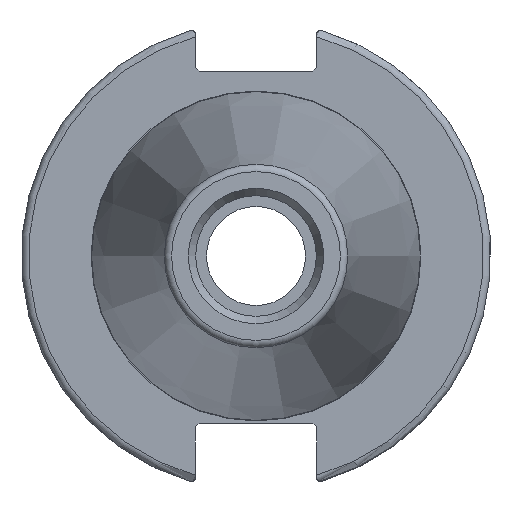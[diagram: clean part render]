
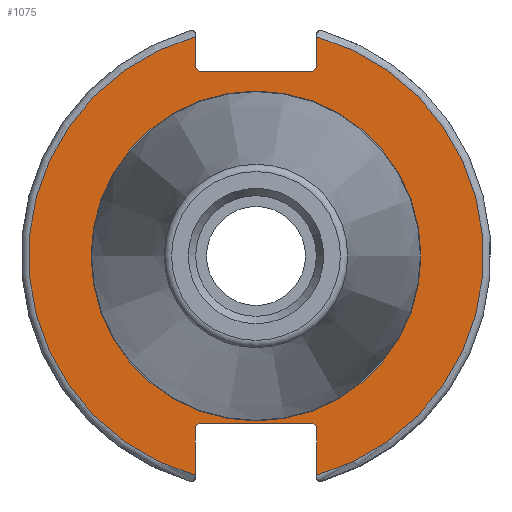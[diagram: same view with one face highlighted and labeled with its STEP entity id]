
A CAD part, left-side view. The second image highlights one B-rep face of the part: STEP entity #1075.
In plain terms, the highlighted planar face has unit normal (-1, 0, 0).
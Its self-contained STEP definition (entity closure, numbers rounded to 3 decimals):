
#37=FACE_BOUND('',#180,.T.);
#45=PLANE('',#1190);
#110=FACE_OUTER_BOUND('',#179,.T.);
#179=EDGE_LOOP('',(#805,#806,#807,#808,#809,#810,#811,#812,#813,#814,#815,
#816));
#180=EDGE_LOOP('',(#817));
#257=CIRCLE('',#1188,22.3);
#259=CIRCLE('',#1191,30.75);
#260=CIRCLE('',#1192,30.75);
#305=LINE('',#1759,#375);
#306=LINE('',#1761,#376);
#307=LINE('',#1763,#377);
#308=LINE('',#1765,#378);
#309=LINE('',#1767,#379);
#310=LINE('',#1771,#380);
#311=LINE('',#1773,#381);
#312=LINE('',#1775,#382);
#313=LINE('',#1777,#383);
#314=LINE('',#1778,#384);
#375=VECTOR('',#1379,10.);
#376=VECTOR('',#1380,10.);
#377=VECTOR('',#1381,10.);
#378=VECTOR('',#1382,10.);
#379=VECTOR('',#1383,10.);
#380=VECTOR('',#1386,10.);
#381=VECTOR('',#1387,10.);
#382=VECTOR('',#1388,10.);
#383=VECTOR('',#1389,10.);
#384=VECTOR('',#1390,10.);
#485=VERTEX_POINT('',#1750);
#486=VERTEX_POINT('',#1755);
#487=VERTEX_POINT('',#1756);
#488=VERTEX_POINT('',#1758);
#489=VERTEX_POINT('',#1760);
#490=VERTEX_POINT('',#1762);
#491=VERTEX_POINT('',#1764);
#492=VERTEX_POINT('',#1766);
#493=VERTEX_POINT('',#1768);
#494=VERTEX_POINT('',#1770);
#495=VERTEX_POINT('',#1772);
#496=VERTEX_POINT('',#1774);
#497=VERTEX_POINT('',#1776);
#605=EDGE_CURVE('',#485,#485,#257,.T.);
#607=EDGE_CURVE('',#486,#487,#259,.T.);
#608=EDGE_CURVE('',#486,#488,#305,.T.);
#609=EDGE_CURVE('',#489,#488,#306,.T.);
#610=EDGE_CURVE('',#489,#490,#307,.T.);
#611=EDGE_CURVE('',#491,#490,#308,.T.);
#612=EDGE_CURVE('',#491,#492,#309,.T.);
#613=EDGE_CURVE('',#493,#492,#260,.T.);
#614=EDGE_CURVE('',#493,#494,#310,.T.);
#615=EDGE_CURVE('',#495,#494,#311,.T.);
#616=EDGE_CURVE('',#495,#496,#312,.T.);
#617=EDGE_CURVE('',#497,#496,#313,.T.);
#618=EDGE_CURVE('',#497,#487,#314,.T.);
#805=ORIENTED_EDGE('',*,*,#607,.F.);
#806=ORIENTED_EDGE('',*,*,#608,.T.);
#807=ORIENTED_EDGE('',*,*,#609,.F.);
#808=ORIENTED_EDGE('',*,*,#610,.T.);
#809=ORIENTED_EDGE('',*,*,#611,.F.);
#810=ORIENTED_EDGE('',*,*,#612,.T.);
#811=ORIENTED_EDGE('',*,*,#613,.F.);
#812=ORIENTED_EDGE('',*,*,#614,.T.);
#813=ORIENTED_EDGE('',*,*,#615,.F.);
#814=ORIENTED_EDGE('',*,*,#616,.T.);
#815=ORIENTED_EDGE('',*,*,#617,.F.);
#816=ORIENTED_EDGE('',*,*,#618,.T.);
#817=ORIENTED_EDGE('',*,*,#605,.F.);
#1075=ADVANCED_FACE('',(#110,#37),#45,.T.);
#1188=AXIS2_PLACEMENT_3D('',#1752,#1371,#1372);
#1190=AXIS2_PLACEMENT_3D('',#1754,#1375,#1376);
#1191=AXIS2_PLACEMENT_3D('',#1757,#1377,#1378);
#1192=AXIS2_PLACEMENT_3D('',#1769,#1384,#1385);
#1371=DIRECTION('center_axis',(-1.,0.,0.));
#1372=DIRECTION('ref_axis',(0.,-1.,0.));
#1375=DIRECTION('center_axis',(-1.,0.,0.));
#1376=DIRECTION('ref_axis',(0.,0.,1.));
#1377=DIRECTION('center_axis',(1.,0.,0.));
#1378=DIRECTION('ref_axis',(0.,-1.,0.));
#1379=DIRECTION('',(0.,0.,-1.));
#1380=DIRECTION('',(0.,-0.707,0.707));
#1381=DIRECTION('',(0.,1.,0.));
#1382=DIRECTION('',(0.,-0.707,-0.707));
#1383=DIRECTION('',(0.,0.,1.));
#1384=DIRECTION('center_axis',(1.,0.,0.));
#1385=DIRECTION('ref_axis',(0.,1.,0.));
#1386=DIRECTION('',(0.,0.,1.));
#1387=DIRECTION('',(0.,0.707,-0.707));
#1388=DIRECTION('',(0.,-1.,0.));
#1389=DIRECTION('',(0.,0.707,0.707));
#1390=DIRECTION('',(0.,0.,-1.));
#1750=CARTESIAN_POINT('',(3.175,0.,22.3));
#1752=CARTESIAN_POINT('Origin',(3.175,0.,0.));
#1754=CARTESIAN_POINT('Origin',(3.175,31.75,0.));
#1755=CARTESIAN_POINT('',(3.175,-8.19,29.639));
#1756=CARTESIAN_POINT('',(3.175,-8.19,-29.639));
#1757=CARTESIAN_POINT('Origin',(3.175,0.,0.));
#1758=CARTESIAN_POINT('',(3.175,-8.19,25.5));
#1759=CARTESIAN_POINT('',(3.175,-8.19,12.5));
#1760=CARTESIAN_POINT('',(3.175,-7.69,25.));
#1761=CARTESIAN_POINT('',(3.175,8.295,9.015));
#1762=CARTESIAN_POINT('',(3.175,7.69,25.));
#1763=CARTESIAN_POINT('',(3.175,15.875,25.));
#1764=CARTESIAN_POINT('',(3.175,8.19,25.5));
#1765=CARTESIAN_POINT('',(3.175,7.58,24.89));
#1766=CARTESIAN_POINT('',(3.175,8.19,29.639));
#1767=CARTESIAN_POINT('',(3.175,8.19,12.5));
#1768=CARTESIAN_POINT('',(3.175,8.19,-29.639));
#1769=CARTESIAN_POINT('Origin',(3.175,0.,0.));
#1770=CARTESIAN_POINT('',(3.175,8.19,-23.1));
#1771=CARTESIAN_POINT('',(3.175,8.19,-11.3));
#1772=CARTESIAN_POINT('',(3.175,7.69,-22.6));
#1773=CARTESIAN_POINT('',(3.175,8.18,-23.09));
#1774=CARTESIAN_POINT('',(3.175,-7.69,-22.6));
#1775=CARTESIAN_POINT('',(3.175,15.875,-22.6));
#1776=CARTESIAN_POINT('',(3.175,-8.19,-23.1));
#1777=CARTESIAN_POINT('',(3.175,7.695,-7.215));
#1778=CARTESIAN_POINT('',(3.175,-8.19,-11.3));
